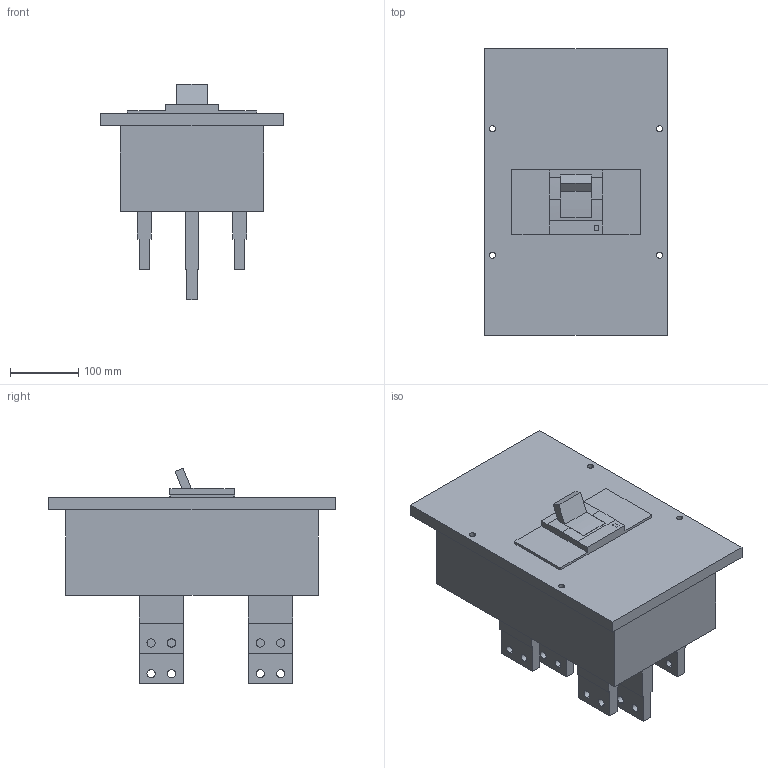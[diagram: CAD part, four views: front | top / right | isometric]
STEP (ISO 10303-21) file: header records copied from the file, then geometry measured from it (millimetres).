
FILE_DESCRIPTION(('CoCreate Modeling STEP Export'),'2;1');
FILE_NAME('Ｓ１６００ＮＥ３Ｐ.stp','2016-03-31T13:55:39',(''),(''),'CoCreate Modeling STEP processor for AP214 (Solid Model)','CoCreate Modeling 17.0 01-Apr-2010 (C) Parametric Technology GmbH','');
FILE_SCHEMA(('AUTOMOTIVE_DESIGN { 1 0 10303 214 1 1 1 1 }'));
Length unit declared in the file: millimetre
Products named in the file (1): Ｓ１６００ＮＥ３Ｐ
Bounding box: 268 x 420 x 316.3 mm (x, y, z)
Volume: 12566116.7 mm3; surface area: 508683.5 mm2
Topology: 1 solids, 1 shells, 127 faces, 346 edges, 230 vertices
Faces by surface type: plane 88, cylinder 39
Entity records: 4489 total; most frequent: ORIENTED_EDGE 692, CARTESIAN_POINT 626, DIRECTION 531, EDGE_CURVE 346, VECTOR 261, LINE 261, VERTEX_POINT 230, EDGE_LOOP 168
